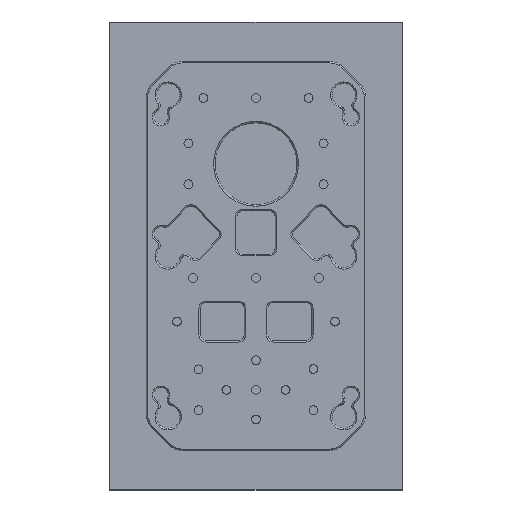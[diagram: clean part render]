
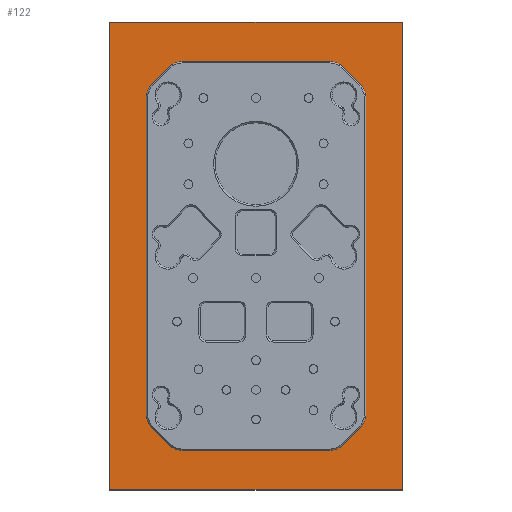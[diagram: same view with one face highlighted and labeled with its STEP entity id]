
A CAD part, top view. The second image highlights one B-rep face of the part: STEP entity #122.
In plain terms, the highlighted planar face has unit normal (0, 0, 1).
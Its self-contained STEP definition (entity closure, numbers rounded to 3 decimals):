
#22 = VERTEX_POINT('',#23);
#23 = CARTESIAN_POINT('',(-29.5,64.743,0.));
#31 = EDGE_CURVE('',#32,#22,#34,.T.);
#32 = VERTEX_POINT('',#33);
#33 = CARTESIAN_POINT('',(-25.257,66.5,0.));
#34 = CIRCLE('',#35,6.);
#35 = AXIS2_PLACEMENT_3D('',#36,#37,#38);
#36 = CARTESIAN_POINT('',(-25.257,60.5,0.));
#37 = DIRECTION('',(0.,0.,1.));
#38 = DIRECTION('',(1.,0.,0.));
#64 = VERTEX_POINT('',#65);
#65 = CARTESIAN_POINT('',(-35.743,58.5,0.));
#73 = EDGE_CURVE('',#22,#64,#74,.T.);
#74 = LINE('',#75,#76);
#75 = CARTESIAN_POINT('',(-29.5,64.743,0.));
#76 = VECTOR('',#77,1.);
#77 = DIRECTION('',(-0.707,-0.707,0.));
#122 = ADVANCED_FACE('',(#123,#157),#278,.F.);
#123 = FACE_BOUND('',#124,.F.);
#124 = EDGE_LOOP('',(#125,#135,#143,#151));
#125 = ORIENTED_EDGE('',*,*,#126,.T.);
#126 = EDGE_CURVE('',#127,#129,#131,.T.);
#127 = VERTEX_POINT('',#128);
#128 = CARTESIAN_POINT('',(-50.,80.,0.));
#129 = VERTEX_POINT('',#130);
#130 = CARTESIAN_POINT('',(50.,80.,0.));
#131 = LINE('',#132,#133);
#132 = CARTESIAN_POINT('',(-50.,80.,0.));
#133 = VECTOR('',#134,1.);
#134 = DIRECTION('',(1.,0.,0.));
#135 = ORIENTED_EDGE('',*,*,#136,.T.);
#136 = EDGE_CURVE('',#129,#137,#139,.T.);
#137 = VERTEX_POINT('',#138);
#138 = CARTESIAN_POINT('',(50.,-80.,0.));
#139 = LINE('',#140,#141);
#140 = CARTESIAN_POINT('',(50.,80.,0.));
#141 = VECTOR('',#142,1.);
#142 = DIRECTION('',(0.,-1.,0.));
#143 = ORIENTED_EDGE('',*,*,#144,.T.);
#144 = EDGE_CURVE('',#137,#145,#147,.T.);
#145 = VERTEX_POINT('',#146);
#146 = CARTESIAN_POINT('',(-50.,-80.,0.));
#147 = LINE('',#148,#149);
#148 = CARTESIAN_POINT('',(50.,-80.,0.));
#149 = VECTOR('',#150,1.);
#150 = DIRECTION('',(-1.,0.,0.));
#151 = ORIENTED_EDGE('',*,*,#152,.T.);
#152 = EDGE_CURVE('',#145,#127,#153,.T.);
#153 = LINE('',#154,#155);
#154 = CARTESIAN_POINT('',(-50.,-80.,0.));
#155 = VECTOR('',#156,1.);
#156 = DIRECTION('',(0.,1.,0.));
#157 = FACE_BOUND('',#158,.F.);
#158 = EDGE_LOOP('',(#159,#160,#161,#170,#178,#187,#195,#204,#212,#221,
    #229,#238,#246,#255,#263,#272));
#159 = ORIENTED_EDGE('',*,*,#31,.T.);
#160 = ORIENTED_EDGE('',*,*,#73,.T.);
#161 = ORIENTED_EDGE('',*,*,#162,.T.);
#162 = EDGE_CURVE('',#64,#163,#165,.T.);
#163 = VERTEX_POINT('',#164);
#164 = CARTESIAN_POINT('',(-37.5,54.257,0.));
#165 = CIRCLE('',#166,6.);
#166 = AXIS2_PLACEMENT_3D('',#167,#168,#169);
#167 = CARTESIAN_POINT('',(-31.5,54.257,0.));
#168 = DIRECTION('',(0.,0.,1.));
#169 = DIRECTION('',(1.,0.,0.));
#170 = ORIENTED_EDGE('',*,*,#171,.T.);
#171 = EDGE_CURVE('',#163,#172,#174,.T.);
#172 = VERTEX_POINT('',#173);
#173 = CARTESIAN_POINT('',(-37.5,-54.257,0.));
#174 = LINE('',#175,#176);
#175 = CARTESIAN_POINT('',(-37.5,54.257,0.));
#176 = VECTOR('',#177,1.);
#177 = DIRECTION('',(0.,-1.,0.));
#178 = ORIENTED_EDGE('',*,*,#179,.T.);
#179 = EDGE_CURVE('',#172,#180,#182,.T.);
#180 = VERTEX_POINT('',#181);
#181 = CARTESIAN_POINT('',(-35.743,-58.5,0.));
#182 = CIRCLE('',#183,6.);
#183 = AXIS2_PLACEMENT_3D('',#184,#185,#186);
#184 = CARTESIAN_POINT('',(-31.5,-54.257,0.));
#185 = DIRECTION('',(0.,0.,1.));
#186 = DIRECTION('',(1.,0.,0.));
#187 = ORIENTED_EDGE('',*,*,#188,.T.);
#188 = EDGE_CURVE('',#180,#189,#191,.T.);
#189 = VERTEX_POINT('',#190);
#190 = CARTESIAN_POINT('',(-29.5,-64.743,0.));
#191 = LINE('',#192,#193);
#192 = CARTESIAN_POINT('',(-35.743,-58.5,0.));
#193 = VECTOR('',#194,1.);
#194 = DIRECTION('',(0.707,-0.707,0.));
#195 = ORIENTED_EDGE('',*,*,#196,.T.);
#196 = EDGE_CURVE('',#189,#197,#199,.T.);
#197 = VERTEX_POINT('',#198);
#198 = CARTESIAN_POINT('',(-25.257,-66.5,0.));
#199 = CIRCLE('',#200,6.);
#200 = AXIS2_PLACEMENT_3D('',#201,#202,#203);
#201 = CARTESIAN_POINT('',(-25.257,-60.5,0.));
#202 = DIRECTION('',(0.,0.,1.));
#203 = DIRECTION('',(1.,0.,0.));
#204 = ORIENTED_EDGE('',*,*,#205,.T.);
#205 = EDGE_CURVE('',#197,#206,#208,.T.);
#206 = VERTEX_POINT('',#207);
#207 = CARTESIAN_POINT('',(25.257,-66.5,0.));
#208 = LINE('',#209,#210);
#209 = CARTESIAN_POINT('',(-25.257,-66.5,0.));
#210 = VECTOR('',#211,1.);
#211 = DIRECTION('',(1.,0.,0.));
#212 = ORIENTED_EDGE('',*,*,#213,.T.);
#213 = EDGE_CURVE('',#206,#214,#216,.T.);
#214 = VERTEX_POINT('',#215);
#215 = CARTESIAN_POINT('',(29.5,-64.743,0.));
#216 = CIRCLE('',#217,6.);
#217 = AXIS2_PLACEMENT_3D('',#218,#219,#220);
#218 = CARTESIAN_POINT('',(25.257,-60.5,0.));
#219 = DIRECTION('',(0.,0.,1.));
#220 = DIRECTION('',(1.,0.,0.));
#221 = ORIENTED_EDGE('',*,*,#222,.T.);
#222 = EDGE_CURVE('',#214,#223,#225,.T.);
#223 = VERTEX_POINT('',#224);
#224 = CARTESIAN_POINT('',(35.743,-58.5,0.));
#225 = LINE('',#226,#227);
#226 = CARTESIAN_POINT('',(29.5,-64.743,0.));
#227 = VECTOR('',#228,1.);
#228 = DIRECTION('',(0.707,0.707,0.));
#229 = ORIENTED_EDGE('',*,*,#230,.T.);
#230 = EDGE_CURVE('',#223,#231,#233,.T.);
#231 = VERTEX_POINT('',#232);
#232 = CARTESIAN_POINT('',(37.5,-54.257,0.));
#233 = CIRCLE('',#234,6.);
#234 = AXIS2_PLACEMENT_3D('',#235,#236,#237);
#235 = CARTESIAN_POINT('',(31.5,-54.257,0.));
#236 = DIRECTION('',(0.,0.,1.));
#237 = DIRECTION('',(1.,0.,0.));
#238 = ORIENTED_EDGE('',*,*,#239,.T.);
#239 = EDGE_CURVE('',#231,#240,#242,.T.);
#240 = VERTEX_POINT('',#241);
#241 = CARTESIAN_POINT('',(37.5,54.257,0.));
#242 = LINE('',#243,#244);
#243 = CARTESIAN_POINT('',(37.5,-54.257,0.));
#244 = VECTOR('',#245,1.);
#245 = DIRECTION('',(0.,1.,0.));
#246 = ORIENTED_EDGE('',*,*,#247,.T.);
#247 = EDGE_CURVE('',#240,#248,#250,.T.);
#248 = VERTEX_POINT('',#249);
#249 = CARTESIAN_POINT('',(35.743,58.5,0.));
#250 = CIRCLE('',#251,6.);
#251 = AXIS2_PLACEMENT_3D('',#252,#253,#254);
#252 = CARTESIAN_POINT('',(31.5,54.257,0.));
#253 = DIRECTION('',(0.,0.,1.));
#254 = DIRECTION('',(1.,0.,0.));
#255 = ORIENTED_EDGE('',*,*,#256,.T.);
#256 = EDGE_CURVE('',#248,#257,#259,.T.);
#257 = VERTEX_POINT('',#258);
#258 = CARTESIAN_POINT('',(29.5,64.743,0.));
#259 = LINE('',#260,#261);
#260 = CARTESIAN_POINT('',(35.743,58.5,0.));
#261 = VECTOR('',#262,1.);
#262 = DIRECTION('',(-0.707,0.707,0.));
#263 = ORIENTED_EDGE('',*,*,#264,.T.);
#264 = EDGE_CURVE('',#257,#265,#267,.T.);
#265 = VERTEX_POINT('',#266);
#266 = CARTESIAN_POINT('',(25.257,66.5,0.));
#267 = CIRCLE('',#268,6.);
#268 = AXIS2_PLACEMENT_3D('',#269,#270,#271);
#269 = CARTESIAN_POINT('',(25.257,60.5,0.));
#270 = DIRECTION('',(0.,0.,1.));
#271 = DIRECTION('',(1.,0.,0.));
#272 = ORIENTED_EDGE('',*,*,#273,.T.);
#273 = EDGE_CURVE('',#265,#32,#274,.T.);
#274 = LINE('',#275,#276);
#275 = CARTESIAN_POINT('',(25.257,66.5,0.));
#276 = VECTOR('',#277,1.);
#277 = DIRECTION('',(-1.,0.,0.));
#278 = PLANE('',#279);
#279 = AXIS2_PLACEMENT_3D('',#280,#281,#282);
#280 = CARTESIAN_POINT('',(0.,0.,0.));
#281 = DIRECTION('',(-0.,-0.,-1.));
#282 = DIRECTION('',(-1.,0.,0.));
